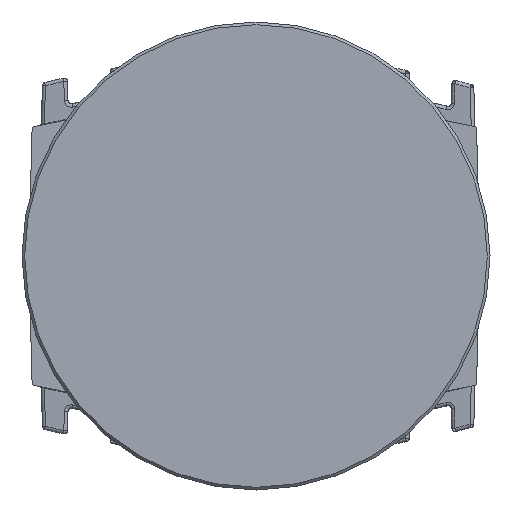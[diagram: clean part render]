
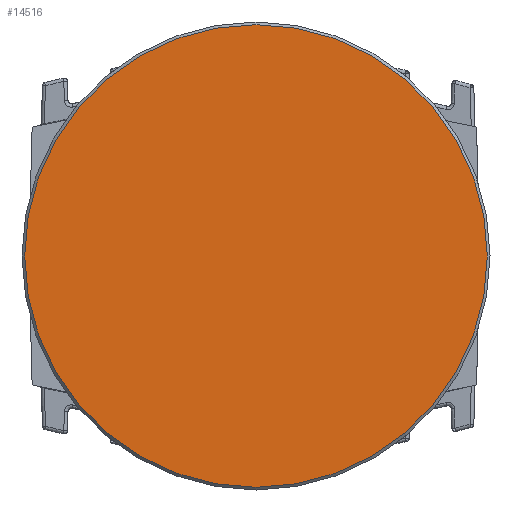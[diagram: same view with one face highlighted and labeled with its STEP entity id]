
A CAD part, front view. The second image highlights one B-rep face of the part: STEP entity #14516.
In plain terms, the highlighted planar face has unit normal (0, -1, 0).
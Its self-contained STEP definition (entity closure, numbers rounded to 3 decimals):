
#14500=CARTESIAN_POINT('',(-29.425,-47.2,0.));
#14501=DIRECTION('',(0.0,-1.0,0.0));
#14502=DIRECTION('',(0.0,0.0,-1.0));
#14503=AXIS2_PLACEMENT_3D('',#14500,#14501,#14502);
#14504=PLANE('',#14503);
#14505=CARTESIAN_POINT('',(-34.35,-47.2,0.));
#14506=VERTEX_POINT('',#14505);
#14507=CARTESIAN_POINT('',(0.,-47.2,0.));
#14508=DIRECTION('',(0.0,1.0,0.0));
#14509=DIRECTION('',(1.0,0.0,0.0));
#14510=AXIS2_PLACEMENT_3D('',#14507,#14508,#14509);
#14511=CIRCLE('',#14510,34.35);
#14512=EDGE_CURVE('',#14506,#14506,#14511,.T.);
#14513=ORIENTED_EDGE('',*,*,#14512,.F.);
#14514=EDGE_LOOP('',(#14513));
#14515=FACE_OUTER_BOUND('',#14514,.T.);
#14516=ADVANCED_FACE('',(#14515),#14504,.T.);
